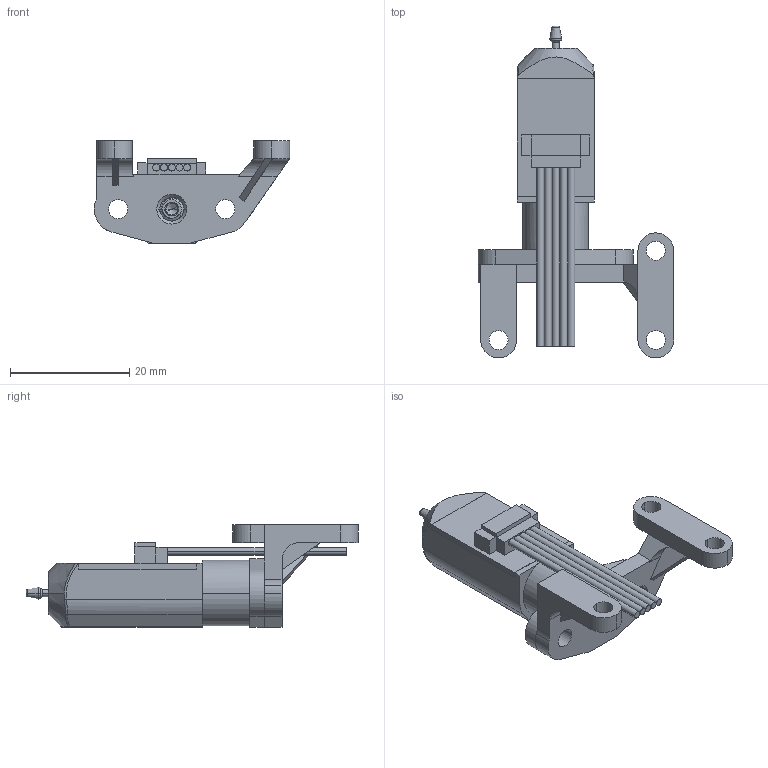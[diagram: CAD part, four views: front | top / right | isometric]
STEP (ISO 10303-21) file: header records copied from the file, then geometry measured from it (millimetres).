
FILE_DESCRIPTION (( 'STEP AP214' ), '1' );
FILE_NAME ('盓殤.ST', '2022-09-12T09:58:33', ( '' ), ( '' ), 'SwSTEP 2.0', 'SolidWorks 2019', '' );
FILE_SCHEMA (( 'AUTOMOTIVE_DESIGN' ));
Length unit declared in the file: millimetre
Products named in the file (3): ﾖｧｼﾜ_ｨｹ_｡ｧ1; Part112^H2-V2S Lite.STEP; BLTouch-Smart V3.1
Assembly tree (2 placements, depth 2):
  ﾖｧｼﾜ_ｨｹ_｡ｧ1
    BLTouch-Smart V3.1
    Part112^H2-V2S Lite.STEP
Bounding box: 32.8 x 55.76 x 17.25 mm (x, y, z)
Volume: 6224.9 mm3; surface area: 5377.1 mm2
Topology: 12 solids, 12 shells, 242 faces, 600 edges, 380 vertices
Faces by surface type: plane 99, cylinder 98, cone 25, bspline 14, torus 4, sphere 2
Entity records: 12539 total; most frequent: CARTESIAN_POINT 4783, ORIENTED_EDGE 1188, DIRECTION 1079, EDGE_CURVE 594, AXIS2_PLACEMENT_3D 394, VERTEX_POINT 380, VECTOR 291, LINE 291
